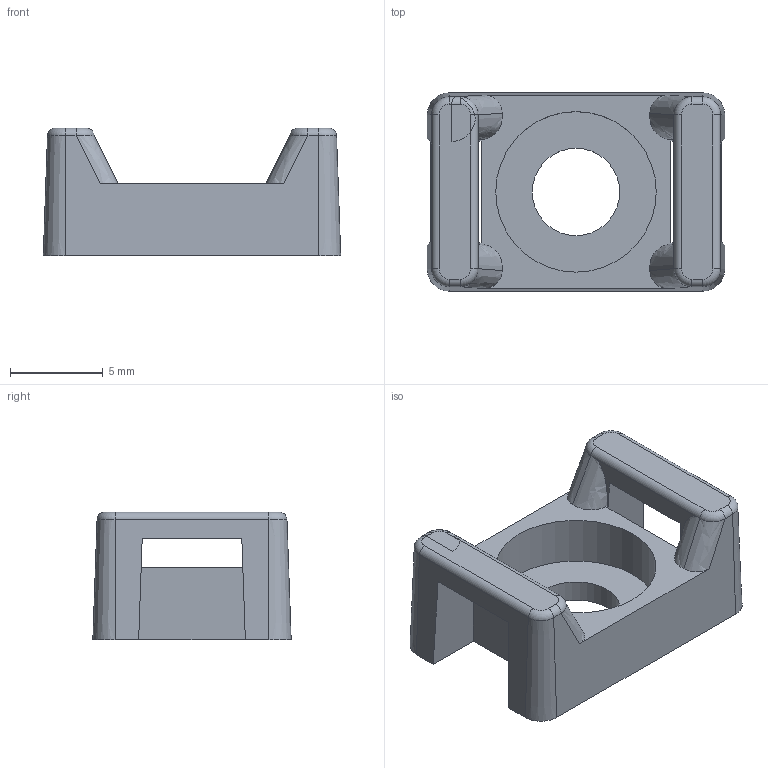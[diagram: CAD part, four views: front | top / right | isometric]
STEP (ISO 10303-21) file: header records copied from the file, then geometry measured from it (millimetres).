
FILE_DESCRIPTION(/* description */ (''),/* implementation_level */ '2;1');
FILE_NAME(/* name */ 'PANDUIT_TM2S8',/* time_stamp */ '2010-07-22T11:25:03-05:00',/* author */ (''),/* organization */ (''),/* preprocessor_version */ 'ST-DEVELOPER v9',/* originating_system */ 'UGS - NX 3.0',/* authorisation */ '');
FILE_SCHEMA (('CONFIG_CONTROL_DESIGN'));
Length unit declared in the file: inch
Products named in the file (1): bwgBF5Eyvqk
Bounding box: 16 x 10.67 x 6.86 mm (x, y, z)
Volume: 465.6 mm3; surface area: 760.1 mm2
Topology: 2 solids, 2 shells, 73 faces, 191 edges, 119 vertices
Faces by surface type: plane 38, cylinder 12, extrusion 10, torus 9, cone 4
Full cylindrical faces by diameter (mm): 4.699 x1, 8.636 x1
Entity records: 2515 total; most frequent: CARTESIAN_POINT 597, DIRECTION 381, ORIENTED_EDGE 378, EDGE_CURVE 189, VECTOR 131, AXIS2_PLACEMENT_3D 125, LINE 121, VERTEX_POINT 119
